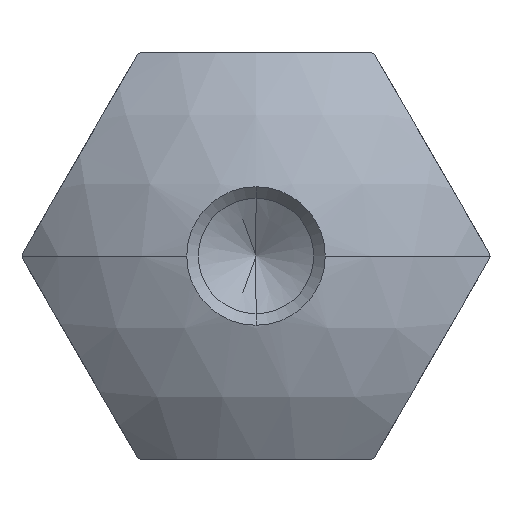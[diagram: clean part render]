
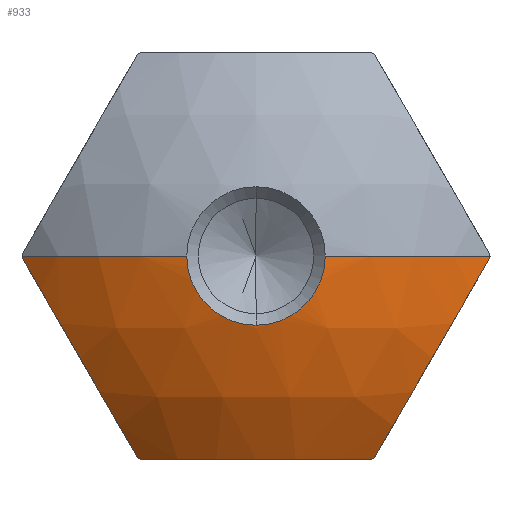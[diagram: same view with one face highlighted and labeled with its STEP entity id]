
A CAD part, front view. The second image highlights one B-rep face of the part: STEP entity #933.
In plain terms, the highlighted spherical face has radius 20 mm.
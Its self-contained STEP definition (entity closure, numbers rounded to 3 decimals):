
#4 = EDGE_CURVE ( 'NONE', #1241, #264, #888, .T. ) ;
#22 = AXIS2_PLACEMENT_3D ( 'NONE', #777, #185, #869 ) ;
#64 = SPHERICAL_SURFACE ( 'NONE', #1030, 20. ) ;
#113 = AXIS2_PLACEMENT_3D ( 'NONE', #1072, #511, #1170 ) ;
#121 = CIRCLE ( 'NONE', #948, 13.8 ) ;
#127 = EDGE_CURVE ( 'NONE', #1241, #731, #257, .T. ) ;
#141 = EDGE_CURVE ( 'NONE', #164, #1244, #462, .T. ) ;
#151 = CIRCLE ( 'NONE', #883, 16. ) ;
#164 = VERTEX_POINT ( 'NONE', #732 ) ;
#165 = EDGE_CURVE ( 'NONE', #1209, #364, #151, .T. ) ;
#170 = FACE_OUTER_BOUND ( 'NONE', #1175, .T. ) ;
#185 = DIRECTION ( 'NONE',  ( 0., 1., 0. ) ) ;
#203 = CARTESIAN_POINT ( 'NONE',  ( -6.815, -11.88, -12. ) ) ;
#206 = EDGE_CURVE ( 'NONE', #239, #264, #121, .T. ) ;
#214 = EDGE_CURVE ( 'NONE', #731, #770, #625, .T. ) ;
#239 = VERTEX_POINT ( 'NONE', #1132 ) ;
#257 = CIRCLE ( 'NONE', #510, 13.8 ) ;
#264 = VERTEX_POINT ( 'NONE', #371 ) ;
#295 = DIRECTION ( 'NONE',  ( -1., 0., 0. ) ) ;
#303 = CARTESIAN_POINT ( 'NONE',  ( 0., 2.596, 0. ) ) ;
#333 = ORIENTED_EDGE ( 'NONE', *, *, #564, .F. ) ;
#350 = DIRECTION ( 'NONE',  ( -0.5, 0., 0.866 ) ) ;
#352 = DIRECTION ( 'NONE',  ( -0.866, 0., -0.5 ) ) ;
#356 = ORIENTED_EDGE ( 'NONE', *, *, #512, .T. ) ;
#364 = VERTEX_POINT ( 'NONE', #1064 ) ;
#365 = CARTESIAN_POINT ( 'NONE',  ( -10.392, 2.596, -6. ) ) ;
#370 = CARTESIAN_POINT ( 'NONE',  ( 4.083, -16.983, 0. ) ) ;
#371 = CARTESIAN_POINT ( 'NONE',  ( 6.985, -11.88, -11.902 ) ) ;
#380 = ORIENTED_EDGE ( 'NONE', *, *, #4, .F. ) ;
#400 = DIRECTION ( 'NONE',  ( -1., 0., 0. ) ) ;
#406 = DIRECTION ( 'NONE',  ( 0., 0., -1. ) ) ;
#409 = ORIENTED_EDGE ( 'NONE', *, *, #1047, .T. ) ;
#421 = CARTESIAN_POINT ( 'NONE',  ( 0., 2.596, -12. ) ) ;
#433 = CARTESIAN_POINT ( 'NONE',  ( -6.985, -11.88, -11.902 ) ) ;
#441 = ORIENTED_EDGE ( 'NONE', *, *, #825, .F. ) ;
#442 = AXIS2_PLACEMENT_3D ( 'NONE', #845, #838, #835 ) ;
#446 = VERTEX_POINT ( 'NONE', #493 ) ;
#462 = CIRCLE ( 'NONE', #442, 4.083 ) ;
#493 = CARTESIAN_POINT ( 'NONE',  ( -13.8, -11.88, 0. ) ) ;
#510 = AXIS2_PLACEMENT_3D ( 'NONE', #1120, #1117, #1109 ) ;
#511 = DIRECTION ( 'NONE',  ( 0., -1., 0. ) ) ;
#512 = EDGE_CURVE ( 'NONE', #446, #364, #1186, .T. ) ;
#540 = CARTESIAN_POINT ( 'NONE',  ( -4.083, -16.983, 0. ) ) ;
#564 = EDGE_CURVE ( 'NONE', #239, #950, #842, .T. ) ;
#610 = DIRECTION ( 'NONE',  ( 0., 0., -1. ) ) ;
#625 = CIRCLE ( 'NONE', #1075, 20. ) ;
#628 = CIRCLE ( 'NONE', #113, 13.8 ) ;
#696 = DIRECTION ( 'NONE',  ( 0.866, 0., -0.5 ) ) ;
#731 = VERTEX_POINT ( 'NONE', #1119 ) ;
#732 = CARTESIAN_POINT ( 'NONE',  ( 0., -16.983, -4.083 ) ) ;
#755 = ORIENTED_EDGE ( 'NONE', *, *, #206, .T. ) ;
#770 = VERTEX_POINT ( 'NONE', #370 ) ;
#777 = CARTESIAN_POINT ( 'NONE',  ( 0., -16.983, 0. ) ) ;
#795 = CARTESIAN_POINT ( 'NONE',  ( 10.392, 2.596, -6. ) ) ;
#825 = EDGE_CURVE ( 'NONE', #446, #1244, #851, .T. ) ;
#827 = ORIENTED_EDGE ( 'NONE', *, *, #214, .T. ) ;
#835 = DIRECTION ( 'NONE',  ( 0., 0., 1. ) ) ;
#838 = DIRECTION ( 'NONE',  ( 0., 1., 0. ) ) ;
#842 = CIRCLE ( 'NONE', #1071, 16. ) ;
#845 = CARTESIAN_POINT ( 'NONE',  ( 0., -16.983, 0. ) ) ;
#851 = CIRCLE ( 'NONE', #1113, 20. ) ;
#869 = DIRECTION ( 'NONE',  ( 0., 0., 1. ) ) ;
#878 = AXIS2_PLACEMENT_3D ( 'NONE', #1270, #1185, #1180 ) ;
#883 = AXIS2_PLACEMENT_3D ( 'NONE', #365, #352, #350 ) ;
#888 = CIRCLE ( 'NONE', #972, 16. ) ;
#907 = CARTESIAN_POINT ( 'NONE',  ( 13.8, -11.88, -0.098 ) ) ;
#933 = ADVANCED_FACE ( 'NONE', ( #170 ), #64, .T. ) ;
#940 = CARTESIAN_POINT ( 'NONE',  ( 0., 2.596, 0. ) ) ;
#948 = AXIS2_PLACEMENT_3D ( 'NONE', #1238, #1215, #1208 ) ;
#950 = VERTEX_POINT ( 'NONE', #203 ) ;
#969 = DIRECTION ( 'NONE',  ( -0.5, 0., -0.866 ) ) ;
#972 = AXIS2_PLACEMENT_3D ( 'NONE', #795, #696, #969 ) ;
#980 = ORIENTED_EDGE ( 'NONE', *, *, #141, .T. ) ;
#1020 = EDGE_CURVE ( 'NONE', #770, #164, #1252, .T. ) ;
#1030 = AXIS2_PLACEMENT_3D ( 'NONE', #303, #610, #295 ) ;
#1036 = DIRECTION ( 'NONE',  ( 0., 0., -1. ) ) ;
#1040 = DIRECTION ( 'NONE',  ( -1., 0., 0. ) ) ;
#1047 = EDGE_CURVE ( 'NONE', #1209, #950, #628, .T. ) ;
#1064 = CARTESIAN_POINT ( 'NONE',  ( -13.8, -11.88, -0.098 ) ) ;
#1071 = AXIS2_PLACEMENT_3D ( 'NONE', #421, #406, #400 ) ;
#1072 = CARTESIAN_POINT ( 'NONE',  ( 0., -11.88, 0. ) ) ;
#1075 = AXIS2_PLACEMENT_3D ( 'NONE', #940, #1036, #1040 ) ;
#1092 = DIRECTION ( 'NONE',  ( 1., 0., 0. ) ) ;
#1102 = DIRECTION ( 'NONE',  ( 0., 0., 1. ) ) ;
#1105 = CARTESIAN_POINT ( 'NONE',  ( 0., 2.596, 0. ) ) ;
#1109 = DIRECTION ( 'NONE',  ( 0., 0., -1. ) ) ;
#1113 = AXIS2_PLACEMENT_3D ( 'NONE', #1105, #1102, #1092 ) ;
#1117 = DIRECTION ( 'NONE',  ( 0., -1., 0. ) ) ;
#1119 = CARTESIAN_POINT ( 'NONE',  ( 13.8, -11.88, 0. ) ) ;
#1120 = CARTESIAN_POINT ( 'NONE',  ( 0., -11.88, 0. ) ) ;
#1132 = CARTESIAN_POINT ( 'NONE',  ( 6.815, -11.88, -12. ) ) ;
#1170 = DIRECTION ( 'NONE',  ( 0., 0., -1. ) ) ;
#1175 = EDGE_LOOP ( 'NONE', ( #1190, #827, #1233, #980, #441, #356, #1219, #409, #333, #755, #380 ) ) ;
#1180 = DIRECTION ( 'NONE',  ( 0., 0., -1. ) ) ;
#1185 = DIRECTION ( 'NONE',  ( 0., -1., 0. ) ) ;
#1186 = CIRCLE ( 'NONE', #878, 13.8 ) ;
#1190 = ORIENTED_EDGE ( 'NONE', *, *, #127, .T. ) ;
#1208 = DIRECTION ( 'NONE',  ( 0., 0., -1. ) ) ;
#1209 = VERTEX_POINT ( 'NONE', #433 ) ;
#1215 = DIRECTION ( 'NONE',  ( 0., -1., 0. ) ) ;
#1219 = ORIENTED_EDGE ( 'NONE', *, *, #165, .F. ) ;
#1233 = ORIENTED_EDGE ( 'NONE', *, *, #1020, .T. ) ;
#1238 = CARTESIAN_POINT ( 'NONE',  ( 0., -11.88, 0. ) ) ;
#1241 = VERTEX_POINT ( 'NONE', #907 ) ;
#1244 = VERTEX_POINT ( 'NONE', #540 ) ;
#1252 = CIRCLE ( 'NONE', #22, 4.083 ) ;
#1270 = CARTESIAN_POINT ( 'NONE',  ( 0., -11.88, 0. ) ) ;
